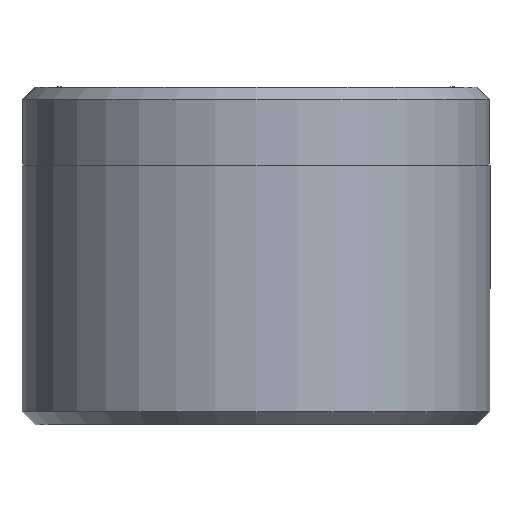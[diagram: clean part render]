
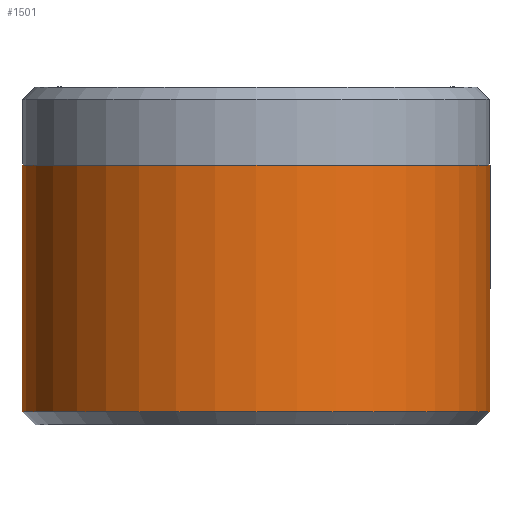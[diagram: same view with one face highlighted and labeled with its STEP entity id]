
A CAD part, front view. The second image highlights one B-rep face of the part: STEP entity #1501.
In plain terms, the highlighted cylindrical face has radius 9 mm (diameter 18 mm), a partial arc.
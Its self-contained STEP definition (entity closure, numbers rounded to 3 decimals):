
#120 = AXIS2_PLACEMENT_3D ( 'NONE', #845, #800, #764 ) ;
#224 = DIRECTION ( 'NONE',  ( 0., 0., -1. ) ) ;
#243 = VERTEX_POINT ( 'NONE', #1027 ) ;
#254 = CARTESIAN_POINT ( 'NONE',  ( 9., 0., 13. ) ) ;
#291 = EDGE_LOOP ( 'NONE', ( #1029, #1071, #1521, #844 ) ) ;
#358 = DIRECTION ( 'NONE',  ( -1., 0., 0. ) ) ;
#365 = DIRECTION ( 'NONE',  ( 0., 0., -1. ) ) ;
#437 = DIRECTION ( 'NONE',  ( 0., 0., -1. ) ) ;
#466 = EDGE_CURVE ( 'NONE', #1025, #942, #695, .T. ) ;
#515 = VECTOR ( 'NONE', #437, 1000. ) ;
#590 = EDGE_CURVE ( 'NONE', #243, #942, #873, .T. ) ;
#652 = AXIS2_PLACEMENT_3D ( 'NONE', #1457, #690, #1574 ) ;
#690 = DIRECTION ( 'NONE',  ( 0., 0., 1. ) ) ;
#695 = CIRCLE ( 'NONE', #120, 9. ) ;
#764 = DIRECTION ( 'NONE',  ( 1., 0., 0. ) ) ;
#800 = DIRECTION ( 'NONE',  ( 0., 0., 1. ) ) ;
#837 = VECTOR ( 'NONE', #224, 1000. ) ;
#844 = ORIENTED_EDGE ( 'NONE', *, *, #466, .T. ) ;
#845 = CARTESIAN_POINT ( 'NONE',  ( 0., 0., 0.5 ) ) ;
#873 = LINE ( 'NONE', #254, #837 ) ;
#942 = VERTEX_POINT ( 'NONE', #1202 ) ;
#1025 = VERTEX_POINT ( 'NONE', #1710 ) ;
#1027 = CARTESIAN_POINT ( 'NONE',  ( 9., 0., 10. ) ) ;
#1029 = ORIENTED_EDGE ( 'NONE', *, *, #590, .F. ) ;
#1071 = ORIENTED_EDGE ( 'NONE', *, *, #1618, .F. ) ;
#1123 = EDGE_CURVE ( 'NONE', #1204, #1025, #1545, .T. ) ;
#1202 = CARTESIAN_POINT ( 'NONE',  ( 9., 0., 0.5 ) ) ;
#1204 = VERTEX_POINT ( 'NONE', #1604 ) ;
#1236 = CARTESIAN_POINT ( 'NONE',  ( -9., 0., 13. ) ) ;
#1251 = CIRCLE ( 'NONE', #652, 9. ) ;
#1419 = CARTESIAN_POINT ( 'NONE',  ( 0., 0., 13. ) ) ;
#1452 = FACE_OUTER_BOUND ( 'NONE', #291, .T. ) ;
#1457 = CARTESIAN_POINT ( 'NONE',  ( 0., 0., 10. ) ) ;
#1501 = ADVANCED_FACE ( 'NONE', ( #1452 ), #1696, .T. ) ;
#1521 = ORIENTED_EDGE ( 'NONE', *, *, #1123, .T. ) ;
#1545 = LINE ( 'NONE', #1236, #515 ) ;
#1574 = DIRECTION ( 'NONE',  ( 1., 0., 0. ) ) ;
#1604 = CARTESIAN_POINT ( 'NONE',  ( -9., 0., 10. ) ) ;
#1611 = AXIS2_PLACEMENT_3D ( 'NONE', #1419, #365, #358 ) ;
#1618 = EDGE_CURVE ( 'NONE', #1204, #243, #1251, .T. ) ;
#1696 = CYLINDRICAL_SURFACE ( 'NONE', #1611, 9. ) ;
#1710 = CARTESIAN_POINT ( 'NONE',  ( -9., 0., 0.5 ) ) ;
